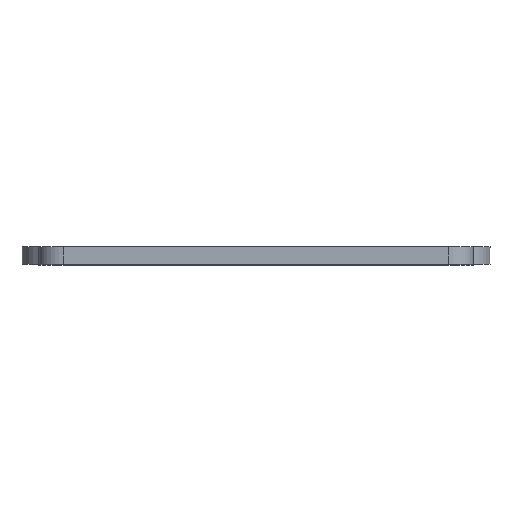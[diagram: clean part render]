
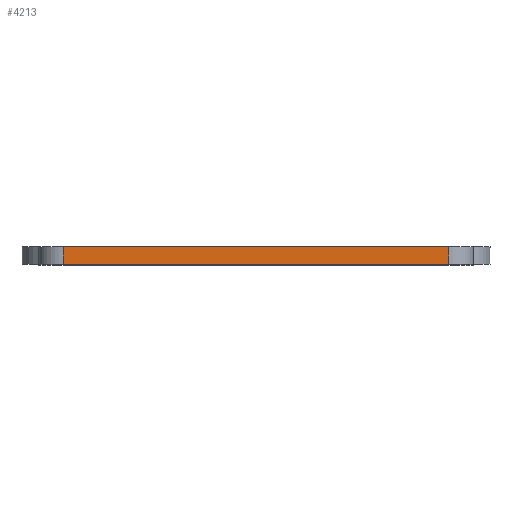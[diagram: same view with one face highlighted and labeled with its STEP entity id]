
A CAD part, top view. The second image highlights one B-rep face of the part: STEP entity #4213.
In plain terms, the highlighted planar face has unit normal (0, 0, 1).
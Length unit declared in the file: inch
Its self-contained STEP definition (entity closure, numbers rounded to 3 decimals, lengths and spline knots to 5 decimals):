
#9 = CARTESIAN_POINT ( 'NONE',  ( 1.3701, 0.09, 2.1427 ) ) ;
#287 = CARTESIAN_POINT ( 'NONE',  ( -0.6201, 0.09, 2.1427 ) ) ;
#392 = CARTESIAN_POINT ( 'NONE',  ( 1.3701, 0.09, 2.1427 ) ) ;
#573 = ORIENTED_EDGE ( 'NONE', *, *, #5516, .F. ) ;
#760 = ORIENTED_EDGE ( 'NONE', *, *, #12108, .T. ) ;
#1713 = VERTEX_POINT ( 'NONE', #3409 ) ;
#1715 = VERTEX_POINT ( 'NONE', #4430 ) ;
#1991 = ORIENTED_EDGE ( 'NONE', *, *, #11354, .T. ) ;
#3282 = LINE ( 'NONE', #9449, #11988 ) ;
#3409 = CARTESIAN_POINT ( 'NONE',  ( 1.3701, 0., 2.1427 ) ) ;
#3564 = CARTESIAN_POINT ( 'NONE',  ( -0.7451, 0.09, 2.1427 ) ) ;
#3854 = AXIS2_PLACEMENT_3D ( 'NONE', #3564, #7440, #9305 ) ;
#3994 = DIRECTION ( 'NONE',  ( 1., 0., 0. ) ) ;
#4213 = ADVANCED_FACE ( 'NONE', ( #5461 ), #4832, .F. ) ;
#4430 = CARTESIAN_POINT ( 'NONE',  ( -0.6201, 0., 2.1427 ) ) ;
#4832 = PLANE ( 'NONE',  #3854 ) ;
#5053 = EDGE_CURVE ( 'NONE', #7303, #1715, #8045, .T. ) ;
#5461 = FACE_OUTER_BOUND ( 'NONE', #10944, .T. ) ;
#5516 = EDGE_CURVE ( 'NONE', #7303, #6158, #7600, .T. ) ;
#5788 = VECTOR ( 'NONE', #3994, 39.37008 ) ;
#6039 = ORIENTED_EDGE ( 'NONE', *, *, #5053, .T. ) ;
#6158 = VERTEX_POINT ( 'NONE', #392 ) ;
#6298 = VECTOR ( 'NONE', #8624, 39.37008 ) ;
#6535 = DIRECTION ( 'NONE',  ( 1., 0., 0. ) ) ;
#7303 = VERTEX_POINT ( 'NONE', #287 ) ;
#7410 = CARTESIAN_POINT ( 'NONE',  ( -0.6201, 0.09, 2.1427 ) ) ;
#7440 = DIRECTION ( 'NONE',  ( 0., 0., -1. ) ) ;
#7600 = LINE ( 'NONE', #7787, #5788 ) ;
#7787 = CARTESIAN_POINT ( 'NONE',  ( -0.7451, 0.09, 2.1427 ) ) ;
#8045 = LINE ( 'NONE', #7410, #9382 ) ;
#8624 = DIRECTION ( 'NONE',  ( 0., 1., 0. ) ) ;
#9270 = DIRECTION ( 'NONE',  ( 0., -1., 0. ) ) ;
#9305 = DIRECTION ( 'NONE',  ( -1., 0., 0. ) ) ;
#9382 = VECTOR ( 'NONE', #9270, 39.37008 ) ;
#9449 = CARTESIAN_POINT ( 'NONE',  ( -0.7451, 0., 2.1427 ) ) ;
#10926 = LINE ( 'NONE', #9, #6298 ) ;
#10944 = EDGE_LOOP ( 'NONE', ( #1991, #760, #573, #6039 ) ) ;
#11354 = EDGE_CURVE ( 'NONE', #1715, #1713, #3282, .T. ) ;
#11988 = VECTOR ( 'NONE', #6535, 39.37008 ) ;
#12108 = EDGE_CURVE ( 'NONE', #1713, #6158, #10926, .T. ) ;
